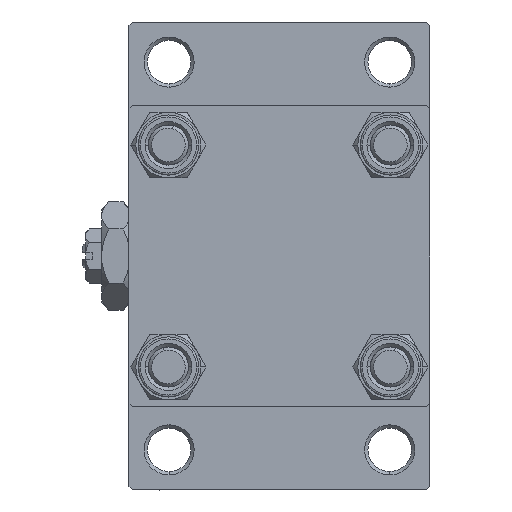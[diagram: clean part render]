
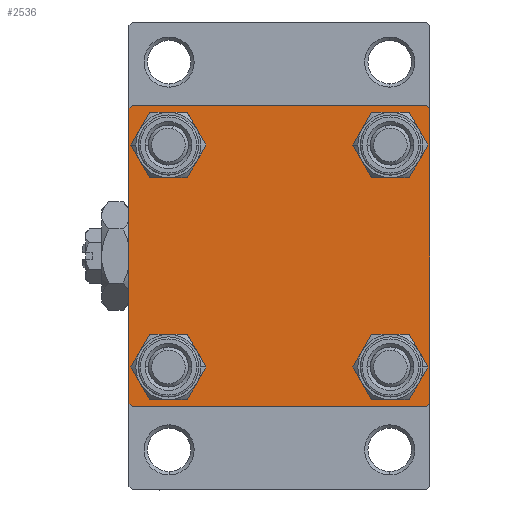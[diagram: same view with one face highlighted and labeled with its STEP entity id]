
A CAD part, left-side view. The second image highlights one B-rep face of the part: STEP entity #2536.
In plain terms, the highlighted planar face has unit normal (-1, 0, 0).
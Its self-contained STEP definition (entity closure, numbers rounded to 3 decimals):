
#126 = VERTEX_POINT ( 'NONE', #22376 ) ;
#203 = ORIENTED_EDGE ( 'NONE', *, *, #48257, .T. ) ;
#556 = ORIENTED_EDGE ( 'NONE', *, *, #3301, .T. ) ;
#919 = DIRECTION ( 'NONE',  ( 0., -0.707, 0.707 ) ) ;
#1521 = DIRECTION ( 'NONE',  ( 0., -1., 0. ) ) ;
#2188 = EDGE_CURVE ( 'NONE', #2954, #4408, #9564, .T. ) ;
#2536 = ADVANCED_FACE ( 'NONE', ( #35792, #15846, #20043, #31306, #36050 ), #27898, .T. ) ;
#2954 = VERTEX_POINT ( 'NONE', #14341 ) ;
#3056 = EDGE_CURVE ( 'NONE', #50956, #42271, #26995, .T. ) ;
#3136 = VECTOR ( 'NONE', #35945, 1000. ) ;
#3260 = CARTESIAN_POINT ( 'NONE',  ( 0., 22., -22.5 ) ) ;
#3301 = EDGE_CURVE ( 'NONE', #4814, #37086, #46304, .T. ) ;
#3526 = AXIS2_PLACEMENT_3D ( 'NONE', #19321, #27712, #43997 ) ;
#4008 = ORIENTED_EDGE ( 'NONE', *, *, #21670, .T. ) ;
#4408 = VERTEX_POINT ( 'NONE', #16613 ) ;
#4484 = VECTOR ( 'NONE', #1521, 1000. ) ;
#4604 = CARTESIAN_POINT ( 'NONE',  ( 0., -22.25, -22.25 ) ) ;
#4684 = CIRCLE ( 'NONE', #21492, 3.5 ) ;
#4773 = CIRCLE ( 'NONE', #29918, 3.5 ) ;
#4814 = VERTEX_POINT ( 'NONE', #8649 ) ;
#5481 = CARTESIAN_POINT ( 'NONE',  ( 0., -22.25, 22.25 ) ) ;
#5558 = VERTEX_POINT ( 'NONE', #46995 ) ;
#5654 = CARTESIAN_POINT ( 'NONE',  ( 0., -16.6, -20.1 ) ) ;
#6023 = VECTOR ( 'NONE', #28997, 1000. ) ;
#6044 = EDGE_CURVE ( 'NONE', #47915, #43063, #35922, .T. ) ;
#6695 = DIRECTION ( 'NONE',  ( 0., -1., 0. ) ) ;
#7403 = DIRECTION ( 'NONE',  ( 0., 0., 1. ) ) ;
#7469 = EDGE_CURVE ( 'NONE', #37086, #4814, #14592, .T. ) ;
#7492 = EDGE_LOOP ( 'NONE', ( #4008, #12679 ) ) ;
#8642 = CARTESIAN_POINT ( 'NONE',  ( 0., 22.5, -22.5 ) ) ;
#8649 = CARTESIAN_POINT ( 'NONE',  ( 0., 16.6, -20.1 ) ) ;
#8725 = DIRECTION ( 'NONE',  ( 0., 0., 1. ) ) ;
#9066 = ORIENTED_EDGE ( 'NONE', *, *, #41817, .T. ) ;
#9073 = LINE ( 'NONE', #4604, #49020 ) ;
#9303 = VERTEX_POINT ( 'NONE', #29356 ) ;
#9564 = LINE ( 'NONE', #17466, #6023 ) ;
#9805 = DIRECTION ( 'NONE',  ( 1., 0., 0. ) ) ;
#9942 = DIRECTION ( 'NONE',  ( 0., 0.707, 0.707 ) ) ;
#10317 = CARTESIAN_POINT ( 'NONE',  ( 0., -22., 22.5 ) ) ;
#11550 = CARTESIAN_POINT ( 'NONE',  ( 0., 16.6, 13.1 ) ) ;
#12679 = ORIENTED_EDGE ( 'NONE', *, *, #16924, .T. ) ;
#12714 = CARTESIAN_POINT ( 'NONE',  ( 0., 22.5, -22. ) ) ;
#12726 = CIRCLE ( 'NONE', #19317, 3.5 ) ;
#12822 = ORIENTED_EDGE ( 'NONE', *, *, #25746, .T. ) ;
#14341 = CARTESIAN_POINT ( 'NONE',  ( 0., -22.5, 22. ) ) ;
#14468 = CARTESIAN_POINT ( 'NONE',  ( 0., -16.6, 16.6 ) ) ;
#14592 = CIRCLE ( 'NONE', #41412, 3.5 ) ;
#15846 = FACE_BOUND ( 'NONE', #37484, .T. ) ;
#16120 = AXIS2_PLACEMENT_3D ( 'NONE', #24508, #20575, #40522 ) ;
#16613 = CARTESIAN_POINT ( 'NONE',  ( 0., -22.5, -22. ) ) ;
#16924 = EDGE_CURVE ( 'NONE', #25058, #35549, #4773, .T. ) ;
#16974 = CARTESIAN_POINT ( 'NONE',  ( 0., -16.6, -16.6 ) ) ;
#17466 = CARTESIAN_POINT ( 'NONE',  ( 0., -22.5, 22.5 ) ) ;
#17872 = CARTESIAN_POINT ( 'NONE',  ( 0., 16.6, -16.6 ) ) ;
#18699 = CARTESIAN_POINT ( 'NONE',  ( 0., -16.6, 20.1 ) ) ;
#18894 = EDGE_LOOP ( 'NONE', ( #30968, #556 ) ) ;
#19317 = AXIS2_PLACEMENT_3D ( 'NONE', #29747, #9805, #25826 ) ;
#19321 = CARTESIAN_POINT ( 'NONE',  ( 0., 16.6, 16.6 ) ) ;
#19371 = DIRECTION ( 'NONE',  ( 0., 0., 1. ) ) ;
#19565 = EDGE_CURVE ( 'NONE', #9303, #47915, #42013, .T. ) ;
#19633 = DIRECTION ( 'NONE',  ( 1., 0., 0. ) ) ;
#19767 = EDGE_CURVE ( 'NONE', #5558, #9303, #24645, .T. ) ;
#20043 = FACE_BOUND ( 'NONE', #18894, .T. ) ;
#20575 = DIRECTION ( 'NONE',  ( 1., 0., 0. ) ) ;
#20742 = ORIENTED_EDGE ( 'NONE', *, *, #19767, .T. ) ;
#20985 = LINE ( 'NONE', #8642, #4484 ) ;
#21267 = VERTEX_POINT ( 'NONE', #30822 ) ;
#21492 = AXIS2_PLACEMENT_3D ( 'NONE', #16974, #25369, #28517 ) ;
#21670 = EDGE_CURVE ( 'NONE', #35549, #25058, #51049, .T. ) ;
#22057 = DIRECTION ( 'NONE',  ( 0., 0., -1. ) ) ;
#22298 = EDGE_CURVE ( 'NONE', #126, #34888, #51926, .T. ) ;
#22376 = CARTESIAN_POINT ( 'NONE',  ( 0., -16.6, -13.1 ) ) ;
#23531 = EDGE_LOOP ( 'NONE', ( #47874, #12822 ) ) ;
#23692 = CARTESIAN_POINT ( 'NONE',  ( 0., -16.6, 16.6 ) ) ;
#23872 = CARTESIAN_POINT ( 'NONE',  ( 0., 22.25, 22.25 ) ) ;
#24088 = CARTESIAN_POINT ( 'NONE',  ( 0., 16.6, 20.1 ) ) ;
#24508 = CARTESIAN_POINT ( 'NONE',  ( 0., 16.6, -16.6 ) ) ;
#24624 = DIRECTION ( 'NONE',  ( 0., -0.707, -0.707 ) ) ;
#24645 = LINE ( 'NONE', #23872, #3136 ) ;
#25058 = VERTEX_POINT ( 'NONE', #44863 ) ;
#25369 = DIRECTION ( 'NONE',  ( 1., 0., 0. ) ) ;
#25442 = LINE ( 'NONE', #5481, #42693 ) ;
#25746 = EDGE_CURVE ( 'NONE', #42271, #50956, #12726, .T. ) ;
#25826 = DIRECTION ( 'NONE',  ( 0., 0., 1. ) ) ;
#26526 = CARTESIAN_POINT ( 'NONE',  ( 0., 16.6, -13.1 ) ) ;
#26995 = CIRCLE ( 'NONE', #3526, 3.5 ) ;
#27712 = DIRECTION ( 'NONE',  ( 1., 0., 0. ) ) ;
#27898 = PLANE ( 'NONE',  #37016 ) ;
#27970 = ORIENTED_EDGE ( 'NONE', *, *, #38633, .T. ) ;
#28345 = VECTOR ( 'NONE', #22057, 1000. ) ;
#28517 = DIRECTION ( 'NONE',  ( 0., 0., 1. ) ) ;
#28997 = DIRECTION ( 'NONE',  ( 0., 0., -1. ) ) ;
#29194 = CARTESIAN_POINT ( 'NONE',  ( 0., 0., 0. ) ) ;
#29356 = CARTESIAN_POINT ( 'NONE',  ( 0., 22.5, 22. ) ) ;
#29598 = ORIENTED_EDGE ( 'NONE', *, *, #2188, .F. ) ;
#29747 = CARTESIAN_POINT ( 'NONE',  ( 0., 16.6, 16.6 ) ) ;
#29918 = AXIS2_PLACEMENT_3D ( 'NONE', #14468, #37597, #46759 ) ;
#30822 = CARTESIAN_POINT ( 'NONE',  ( 0., -22., -22.5 ) ) ;
#30968 = ORIENTED_EDGE ( 'NONE', *, *, #7469, .T. ) ;
#31306 = FACE_BOUND ( 'NONE', #23531, .T. ) ;
#31964 = ORIENTED_EDGE ( 'NONE', *, *, #47715, .F. ) ;
#32610 = AXIS2_PLACEMENT_3D ( 'NONE', #36166, #19633, #19371 ) ;
#33590 = EDGE_LOOP ( 'NONE', ( #42721, #41943, #37061, #27970, #29598, #203, #31964, #20742 ) ) ;
#34888 = VERTEX_POINT ( 'NONE', #5654 ) ;
#34896 = DIRECTION ( 'NONE',  ( 1., 0., 0. ) ) ;
#35549 = VERTEX_POINT ( 'NONE', #18699 ) ;
#35792 = FACE_BOUND ( 'NONE', #7492, .T. ) ;
#35922 = LINE ( 'NONE', #36180, #41339 ) ;
#35945 = DIRECTION ( 'NONE',  ( 0., 0.707, -0.707 ) ) ;
#36050 = FACE_OUTER_BOUND ( 'NONE', #33590, .T. ) ;
#36166 = CARTESIAN_POINT ( 'NONE',  ( 0., -16.6, -16.6 ) ) ;
#36180 = CARTESIAN_POINT ( 'NONE',  ( 0., 22.25, -22.25 ) ) ;
#37016 = AXIS2_PLACEMENT_3D ( 'NONE', #29194, #48882, #8725 ) ;
#37061 = ORIENTED_EDGE ( 'NONE', *, *, #51595, .T. ) ;
#37086 = VERTEX_POINT ( 'NONE', #26526 ) ;
#37484 = EDGE_LOOP ( 'NONE', ( #46335, #9066 ) ) ;
#37597 = DIRECTION ( 'NONE',  ( 1., 0., 0. ) ) ;
#38633 = EDGE_CURVE ( 'NONE', #21267, #4408, #9073, .T. ) ;
#40522 = DIRECTION ( 'NONE',  ( 0., 0., 1. ) ) ;
#41339 = VECTOR ( 'NONE', #24624, 1000. ) ;
#41412 = AXIS2_PLACEMENT_3D ( 'NONE', #17872, #34896, #50135 ) ;
#41758 = CARTESIAN_POINT ( 'NONE',  ( 0., 22.5, 22.5 ) ) ;
#41817 = EDGE_CURVE ( 'NONE', #34888, #126, #4684, .T. ) ;
#41943 = ORIENTED_EDGE ( 'NONE', *, *, #6044, .T. ) ;
#42013 = LINE ( 'NONE', #41758, #28345 ) ;
#42271 = VERTEX_POINT ( 'NONE', #11550 ) ;
#42670 = AXIS2_PLACEMENT_3D ( 'NONE', #23692, #51509, #7403 ) ;
#42678 = LINE ( 'NONE', #46093, #43524 ) ;
#42693 = VECTOR ( 'NONE', #9942, 1000. ) ;
#42721 = ORIENTED_EDGE ( 'NONE', *, *, #19565, .T. ) ;
#43063 = VERTEX_POINT ( 'NONE', #3260 ) ;
#43524 = VECTOR ( 'NONE', #6695, 1000. ) ;
#43997 = DIRECTION ( 'NONE',  ( 0., 0., 1. ) ) ;
#44863 = CARTESIAN_POINT ( 'NONE',  ( 0., -16.6, 13.1 ) ) ;
#46093 = CARTESIAN_POINT ( 'NONE',  ( 0., 22.5, 22.5 ) ) ;
#46304 = CIRCLE ( 'NONE', #16120, 3.5 ) ;
#46335 = ORIENTED_EDGE ( 'NONE', *, *, #22298, .T. ) ;
#46759 = DIRECTION ( 'NONE',  ( 0., 0., 1. ) ) ;
#46995 = CARTESIAN_POINT ( 'NONE',  ( 0., 22., 22.5 ) ) ;
#47715 = EDGE_CURVE ( 'NONE', #5558, #48013, #42678, .T. ) ;
#47874 = ORIENTED_EDGE ( 'NONE', *, *, #3056, .T. ) ;
#47915 = VERTEX_POINT ( 'NONE', #12714 ) ;
#48013 = VERTEX_POINT ( 'NONE', #10317 ) ;
#48257 = EDGE_CURVE ( 'NONE', #2954, #48013, #25442, .T. ) ;
#48882 = DIRECTION ( 'NONE',  ( -1., 0., 0. ) ) ;
#49020 = VECTOR ( 'NONE', #919, 1000. ) ;
#50135 = DIRECTION ( 'NONE',  ( 0., 0., 1. ) ) ;
#50956 = VERTEX_POINT ( 'NONE', #24088 ) ;
#51049 = CIRCLE ( 'NONE', #42670, 3.5 ) ;
#51509 = DIRECTION ( 'NONE',  ( 1., 0., 0. ) ) ;
#51595 = EDGE_CURVE ( 'NONE', #43063, #21267, #20985, .T. ) ;
#51926 = CIRCLE ( 'NONE', #32610, 3.5 ) ;
